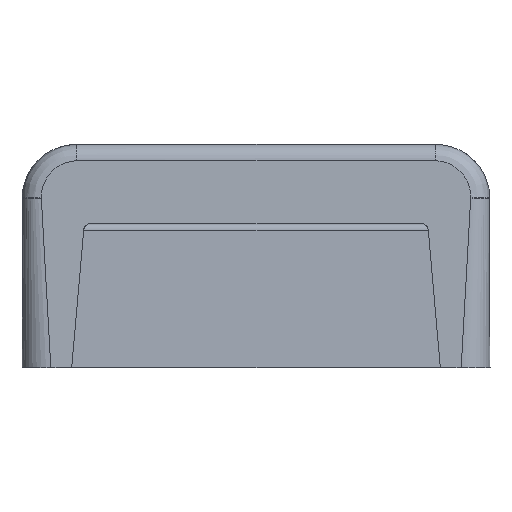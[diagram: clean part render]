
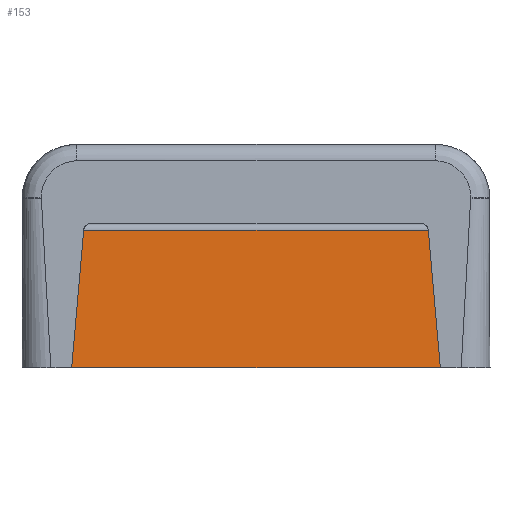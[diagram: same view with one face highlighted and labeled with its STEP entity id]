
A CAD part, left-side view. The second image highlights one B-rep face of the part: STEP entity #153.
In plain terms, the highlighted planar face has unit normal (-0.999, 0, 0.052).
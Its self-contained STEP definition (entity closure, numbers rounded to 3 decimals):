
#153 = ADVANCED_FACE( '', ( #1541 ), #1542, .T. );
#1541 = FACE_OUTER_BOUND( '', #5049, .T. );
#1542 = PLANE( '', #5050 );
#5049 = EDGE_LOOP( '', ( #23611, #23612, #23613, #23614 ) );
#5050 = AXIS2_PLACEMENT_3D( '', #23615, #23616, #23617 );
#23611 = ORIENTED_EDGE( '', *, *, #33455, .F. );
#23612 = ORIENTED_EDGE( '', *, *, #33456, .T. );
#23613 = ORIENTED_EDGE( '', *, *, #33457, .F. );
#23614 = ORIENTED_EDGE( '', *, *, #33371, .F. );
#23615 = CARTESIAN_POINT( '', ( -19.85, -16.25, 0. ) );
#23616 = DIRECTION( '', ( -0.999, 0., 0.052 ) );
#23617 = DIRECTION( '', ( 0.052, 0., 0.999 ) );
#33371 = EDGE_CURVE( '', #37239, #37241, #37242, .T. );
#33455 = EDGE_CURVE( '', #37394, #37239, #37395, .T. );
#33456 = EDGE_CURVE( '', #37394, #37396, #37397, .T. );
#33457 = EDGE_CURVE( '', #37241, #37396, #37398, .T. );
#37239 = VERTEX_POINT( '', #44029 );
#37241 = VERTEX_POINT( '', #44032 );
#37242 = LINE( '', #44033, #44034 );
#37394 = VERTEX_POINT( '', #44480 );
#37395 = LINE( '', #44481, #44482 );
#37396 = VERTEX_POINT( '', #44483 );
#37397 = LINE( '', #44484, #44485 );
#37398 = LINE( '', #44486, #44487 );
#44029 = CARTESIAN_POINT( '', ( -19.85, -12.8, 0. ) );
#44032 = CARTESIAN_POINT( '', ( -19.85, 12.8, 0. ) );
#44033 = CARTESIAN_POINT( '', ( -19.85, -12.8, 0. ) );
#44034 = VECTOR( '', #58954, 1000. );
#44480 = CARTESIAN_POINT( '', ( -19.351, -11.967, 9.526 ) );
#44481 = CARTESIAN_POINT( '', ( -19.327, -11.927, 9.973 ) );
#44482 = VECTOR( '', #59020, 1000. );
#44483 = CARTESIAN_POINT( '', ( -19.351, 11.967, 9.526 ) );
#44484 = CARTESIAN_POINT( '', ( -19.351, -16.25, 9.526 ) );
#44485 = VECTOR( '', #59021, 1000. );
#44486 = CARTESIAN_POINT( '', ( -19.327, 11.927, 9.973 ) );
#44487 = VECTOR( '', #59022, 1000. );
#58954 = DIRECTION( '', ( 0., 1., 0. ) );
#59020 = DIRECTION( '', ( -0.052, -0.087, -0.995 ) );
#59021 = DIRECTION( '', ( 0., 1., 0. ) );
#59022 = DIRECTION( '', ( 0.052, -0.087, 0.995 ) );
